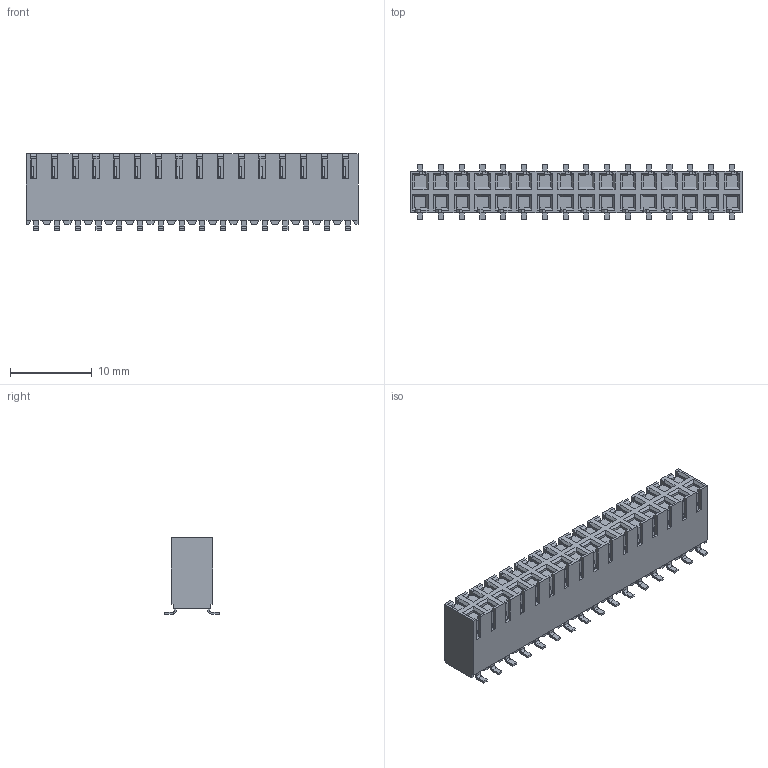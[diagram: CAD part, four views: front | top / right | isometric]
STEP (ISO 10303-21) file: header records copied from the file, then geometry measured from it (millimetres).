
FILE_DESCRIPTION((''),'2;1');
FILE_NAME('015453132','2016-12-06T',('ksrinivasara'),(''),'PRO/ENGINEER BY PARAMETRIC TECHNOLOGY CORPORATION, 2012310','PRO/ENGINEER BY PARAMETRIC TECHNOLOGY CORPORATION, 2012310','');
FILE_SCHEMA(('CONFIG_CONTROL_DESIGN'));
Length unit declared in the file: inch
Products named in the file (1): 015453132
Bounding box: 40.61 x 6.76 x 9.35 mm (x, y, z)
Volume: 1636.6 mm3; surface area: 1546.5 mm2
Topology: 1 solids, 1 shells, 1049 faces, 2968 edges, 1968 vertices
Faces by surface type: plane 969, cylinder 64, bspline 16
Entity records: 33351 total; most frequent: CARTESIAN_POINT 6226, ORIENTED_EDGE 5680, DIRECTION 5164, VECTOR 2840, LINE 2840, EDGE_CURVE 2840, VERTEX_POINT 1840, AXIS2_PLACEMENT_3D 1162
